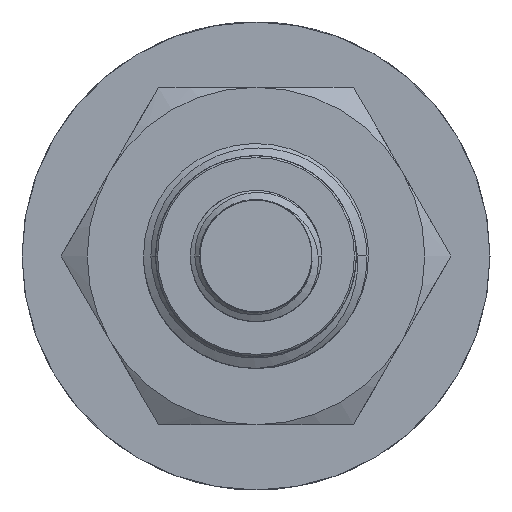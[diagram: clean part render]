
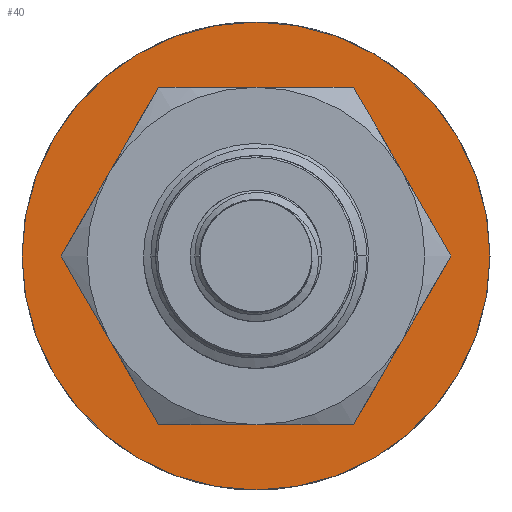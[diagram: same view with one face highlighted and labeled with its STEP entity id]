
A CAD part, left-side view. The second image highlights one B-rep face of the part: STEP entity #40.
In plain terms, the highlighted planar face has unit normal (-1, 0, 0).
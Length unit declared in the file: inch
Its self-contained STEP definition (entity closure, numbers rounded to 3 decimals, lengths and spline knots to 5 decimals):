
#40 = ADVANCED_FACE ( 'NONE', ( #5698, #5706 ), #15239, .F. ) ;
#742 = CIRCLE ( 'NONE', #7682, 0.375 ) ;
#790 = CIRCLE ( 'NONE', #7688, 0.78 ) ;
#796 = CIRCLE ( 'NONE', #7690, 0.375 ) ;
#800 = CIRCLE ( 'NONE', #7692, 0.78 ) ;
#2732 = VERTEX_POINT ( 'NONE', #8885 ) ;
#2745 = VERTEX_POINT ( 'NONE', #9399 ) ;
#2815 = VERTEX_POINT ( 'NONE', #9407 ) ;
#2818 = VERTEX_POINT ( 'NONE', #9404 ) ;
#5367 = DIRECTION ( 'NONE',  ( 0., 0., 1. ) ) ;
#5368 = DIRECTION ( 'NONE',  ( -1., 0., 0. ) ) ;
#5373 = DIRECTION ( 'NONE',  ( 0., 0., -1. ) ) ;
#5374 = DIRECTION ( 'NONE',  ( 1., 0., 0. ) ) ;
#5375 = CARTESIAN_POINT ( 'NONE',  ( -0.59, 0., 0. ) ) ;
#5380 = CARTESIAN_POINT ( 'NONE',  ( -0.59, 0., 0. ) ) ;
#5500 = EDGE_LOOP ( 'NONE', ( #7870, #7871 ) ) ;
#5559 = EDGE_LOOP ( 'NONE', ( #7884, #7864 ) ) ;
#5698 = FACE_BOUND ( 'NONE', #5559, .T. ) ;
#5706 = FACE_OUTER_BOUND ( 'NONE', #5500, .T. ) ;
#6113 = DIRECTION ( 'NONE',  ( 0., 0., 1. ) ) ;
#6114 = DIRECTION ( 'NONE',  ( -1., 0., 0. ) ) ;
#6118 = CARTESIAN_POINT ( 'NONE',  ( -0.59, 0., 0. ) ) ;
#6743 = EDGE_CURVE ( 'NONE', #2818, #2815, #742, .T. ) ;
#6802 = EDGE_CURVE ( 'NONE', #2745, #2732, #790, .T. ) ;
#6816 = EDGE_CURVE ( 'NONE', #2815, #2818, #796, .T. ) ;
#6818 = EDGE_CURVE ( 'NONE', #2732, #2745, #800, .T. ) ;
#6948 = AXIS2_PLACEMENT_3D ( 'NONE', #15240, #15237, #15236 ) ;
#7120 = DIRECTION ( 'NONE',  ( 0., 0., -1. ) ) ;
#7121 = DIRECTION ( 'NONE',  ( 1., 0., 0. ) ) ;
#7122 = CARTESIAN_POINT ( 'NONE',  ( -0.59, 0., 0. ) ) ;
#7682 = AXIS2_PLACEMENT_3D ( 'NONE', #7122, #7121, #7120 ) ;
#7688 = AXIS2_PLACEMENT_3D ( 'NONE', #6118, #6114, #6113 ) ;
#7690 = AXIS2_PLACEMENT_3D ( 'NONE', #5375, #5374, #5373 ) ;
#7692 = AXIS2_PLACEMENT_3D ( 'NONE', #5380, #5368, #5367 ) ;
#7864 = ORIENTED_EDGE ( 'NONE', *, *, #6816, .T. ) ;
#7870 = ORIENTED_EDGE ( 'NONE', *, *, #6802, .T. ) ;
#7871 = ORIENTED_EDGE ( 'NONE', *, *, #6818, .T. ) ;
#7884 = ORIENTED_EDGE ( 'NONE', *, *, #6743, .T. ) ;
#8885 = CARTESIAN_POINT ( 'NONE',  ( -0.59, 0., -0.78 ) ) ;
#9399 = CARTESIAN_POINT ( 'NONE',  ( -0.59, 0., 0.78 ) ) ;
#9404 = CARTESIAN_POINT ( 'NONE',  ( -0.59, 0.375, 0. ) ) ;
#9407 = CARTESIAN_POINT ( 'NONE',  ( -0.59, -0.375, 0. ) ) ;
#15236 = DIRECTION ( 'NONE',  ( 0., 0., -1. ) ) ;
#15237 = DIRECTION ( 'NONE',  ( 1., 0., 0. ) ) ;
#15239 = PLANE ( 'NONE',  #6948 ) ;
#15240 = CARTESIAN_POINT ( 'NONE',  ( -0.59, 0., 0. ) ) ;
